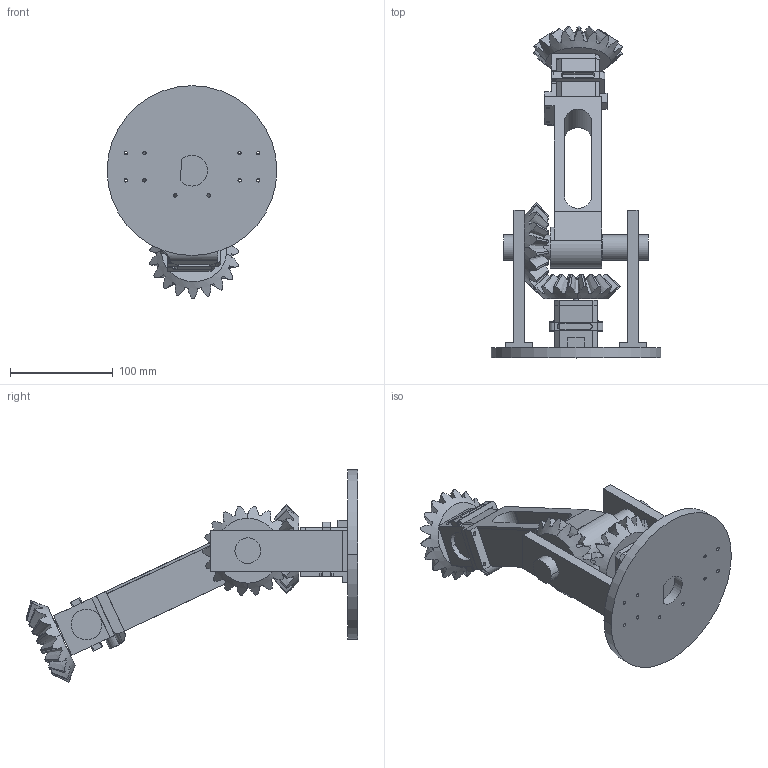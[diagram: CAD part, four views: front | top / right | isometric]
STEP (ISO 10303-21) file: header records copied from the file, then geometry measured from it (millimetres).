
FILE_DESCRIPTION((''),'2;1');
FILE_NAME('SHOULDER_ASM','2020-12-31T12:21:37',('TINH LE'),(''),'CREO PARAMETRIC BY PTC INC, 2020154','CREO PARAMETRIC BY PTC INC, 2020154','');
FILE_SCHEMA(('CONFIG_CONTROL_DESIGN'));
Length unit declared in the file: millimetre
Products named in the file (13): SHOULDER_PLATFORM; SHOULDER_MOTOR_ATTACH; NEMA_17_STEPPER_MOTOR_; SHOULDER_BEVEL_GEAR; SHOULDER_MOTOR_ASM; PIVOT_MOTOR_HOOK; SHOULDER_BEVEL_GEAR_SUPPORT; SHOULDER_GEAR_CYLINDER; SHOULDER_BEVEL_GEAR_2; SHOULDER_GEAR_STAND_ASM; SHOULDER_LENGTH; SHOULDER_LENGTH_MOTOR_ASM; SHOULDER_ASM
Assembly tree (16 placements, depth 4):
  SHOULDER_ASM
    SHOULDER_PLATFORM
    SHOULDER_MOTOR_ATTACH
    SHOULDER_MOTOR_ASM
      NEMA_17_STEPPER_MOTOR_
      SHOULDER_BEVEL_GEAR
    PIVOT_MOTOR_HOOK
    SHOULDER_GEAR_STAND_ASM
      SHOULDER_BEVEL_GEAR_SUPPORT
      SHOULDER_GEAR_CYLINDER
      SHOULDER_BEVEL_GEAR_2
    SHOULDER_BEVEL_GEAR_SUPPORT
    SHOULDER_LENGTH_MOTOR_ASM
      SHOULDER_LENGTH
      SHOULDER_MOTOR_ASM
        NEMA_17_STEPPER_MOTOR_
        SHOULDER_BEVEL_GEAR
      SHOULDER_MOTOR_ATTACH
      PIVOT_MOTOR_HOOK
Bounding box: 165 x 322.58 x 206.58 mm (x, y, z)
Volume: 953929.6 mm3; surface area: 233066.7 mm2
Topology: 14 solids, 14 shells, 503 faces, 1356 edges, 901 vertices
Faces by surface type: plane 199, cylinder 184, cone 66, bspline 54
Entity records: 19215 total; most frequent: CARTESIAN_POINT 10754, DIRECTION 1716, ORIENTED_EDGE 1698, EDGE_CURVE 849, AXIS2_PLACEMENT_3D 635, VERTEX_POINT 563, VECTOR 446, LINE 446
